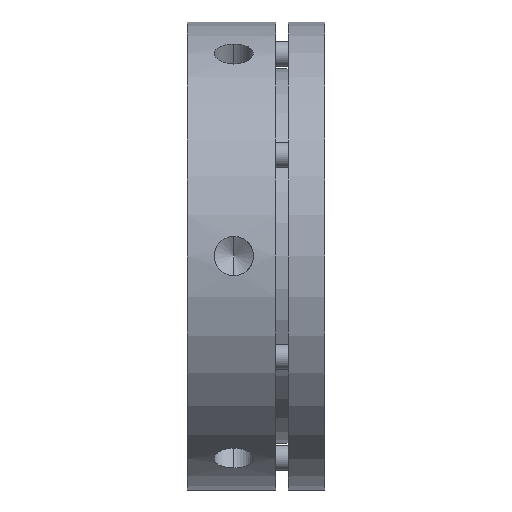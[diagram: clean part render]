
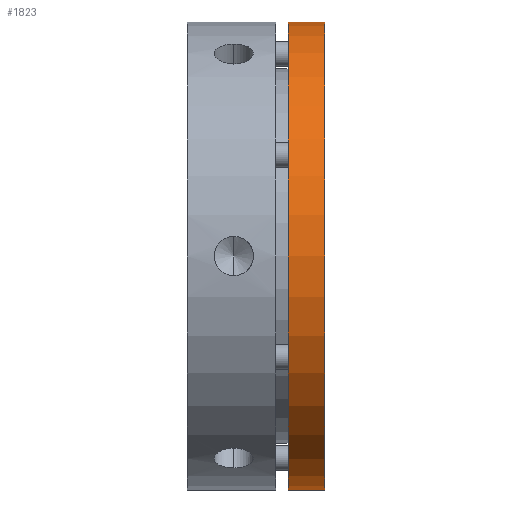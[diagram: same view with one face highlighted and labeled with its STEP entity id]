
A CAD part, front view. The second image highlights one B-rep face of the part: STEP entity #1823.
In plain terms, the highlighted cylindrical face has radius 47.5 mm (diameter 95 mm), a partial arc.
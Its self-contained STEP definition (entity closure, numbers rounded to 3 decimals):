
#233 = EDGE_LOOP ( 'NONE', ( #754, #766, #764, #769 ) ) ;
#362 = CIRCLE ( 'NONE', #3046, 47.5 ) ;
#454 = EDGE_CURVE ( 'NONE', #1397, #1396, #362, .T. ) ;
#499 = AXIS2_PLACEMENT_3D ( 'NONE', #3363, #3361, #3359 ) ;
#754 = ORIENTED_EDGE ( 'NONE', *, *, #902, .F. ) ;
#764 = ORIENTED_EDGE ( 'NONE', *, *, #899, .T. ) ;
#766 = ORIENTED_EDGE ( 'NONE', *, *, #2984, .T. ) ;
#769 = ORIENTED_EDGE ( 'NONE', *, *, #454, .T. ) ;
#899 = EDGE_CURVE ( 'NONE', #1390, #1397, #2736, .T. ) ;
#902 = EDGE_CURVE ( 'NONE', #1393, #1396, #2740, .T. ) ;
#1390 = VERTEX_POINT ( 'NONE', #3215 ) ;
#1393 = VERTEX_POINT ( 'NONE', #3218 ) ;
#1396 = VERTEX_POINT ( 'NONE', #3221 ) ;
#1397 = VERTEX_POINT ( 'NONE', #3222 ) ;
#1823 = ADVANCED_FACE ( 'NONE', ( #2814 ), #2823, .T. ) ;
#2102 = CARTESIAN_POINT ( 'NONE',  ( 28., 0., 0. ) ) ;
#2103 = DIRECTION ( 'NONE',  ( -1., 0., 0. ) ) ;
#2104 = DIRECTION ( 'NONE',  ( 0., 0., -1. ) ) ;
#2566 = CARTESIAN_POINT ( 'NONE',  ( 14., 0., -47.5 ) ) ;
#2567 = DIRECTION ( 'NONE',  ( 1., 0., 0. ) ) ;
#2574 = DIRECTION ( 'NONE',  ( 1., 0., 0. ) ) ;
#2575 = CARTESIAN_POINT ( 'NONE',  ( 14., 0., 47.5 ) ) ;
#2736 = LINE ( 'NONE', #2566, #2738 ) ;
#2738 = VECTOR ( 'NONE', #2567, 1000. ) ;
#2740 = LINE ( 'NONE', #2575, #2742 ) ;
#2742 = VECTOR ( 'NONE', #2574, 1000. ) ;
#2814 = FACE_OUTER_BOUND ( 'NONE', #233, .T. ) ;
#2823 = CYLINDRICAL_SURFACE ( 'NONE', #499, 47.5 ) ;
#2984 = EDGE_CURVE ( 'NONE', #1393, #1390, #4258, .T. ) ;
#3046 = AXIS2_PLACEMENT_3D ( 'NONE', #2102, #2103, #2104 ) ;
#3215 = CARTESIAN_POINT ( 'NONE',  ( 20.5, 0., -47.5 ) ) ;
#3218 = CARTESIAN_POINT ( 'NONE',  ( 20.5, 0., 47.5 ) ) ;
#3221 = CARTESIAN_POINT ( 'NONE',  ( 28., 0., 47.5 ) ) ;
#3222 = CARTESIAN_POINT ( 'NONE',  ( 28., 0., -47.5 ) ) ;
#3359 = DIRECTION ( 'NONE',  ( 0., 0., -1. ) ) ;
#3361 = DIRECTION ( 'NONE',  ( 1., 0., 0. ) ) ;
#3363 = CARTESIAN_POINT ( 'NONE',  ( 14., 0., 0. ) ) ;
#3749 = CARTESIAN_POINT ( 'NONE',  ( 20.5, 0., 0. ) ) ;
#3750 = DIRECTION ( 'NONE',  ( 1., 0., 0. ) ) ;
#3751 = DIRECTION ( 'NONE',  ( 0., 0., -1. ) ) ;
#4258 = CIRCLE ( 'NONE', #4469, 47.5 ) ;
#4469 = AXIS2_PLACEMENT_3D ( 'NONE', #3749, #3750, #3751 ) ;
